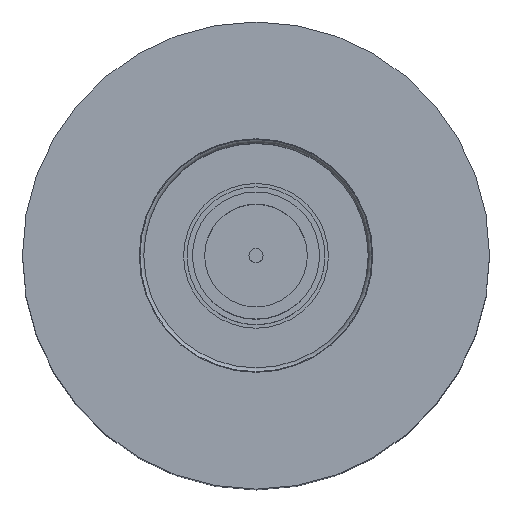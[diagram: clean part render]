
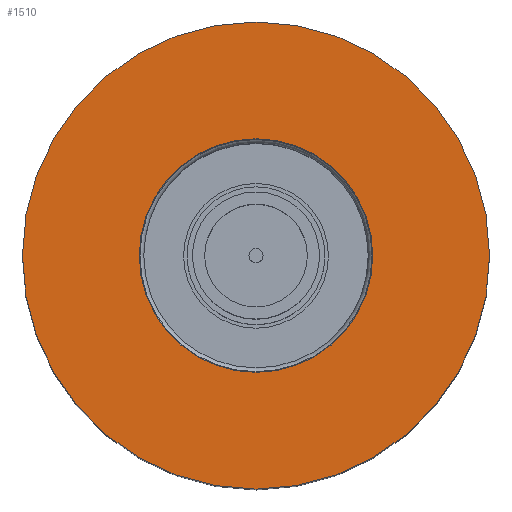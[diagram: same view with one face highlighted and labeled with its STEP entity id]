
A CAD part, top view. The second image highlights one B-rep face of the part: STEP entity #1510.
In plain terms, the highlighted planar face has unit normal (0, 0, 1).
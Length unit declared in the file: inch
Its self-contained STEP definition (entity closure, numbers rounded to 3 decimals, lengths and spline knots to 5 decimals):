
#40=PLANE($,#1705);
#277=FACE_BOUND($,#544,.T.);
#379=FACE_OUTER_BOUND($,#543,.T.);
#543=EDGE_LOOP($,(#1370));
#544=EDGE_LOOP($,(#1371));
#672=CIRCLE($,#1689,0.5);
#679=CIRCLE($,#1704,0.25);
#841=VERTEX_POINT($,#4400);
#848=VERTEX_POINT($,#4422);
#1026=EDGE_CURVE($,#841,#841,#672,.T.);
#1033=EDGE_CURVE($,#848,#848,#679,.T.);
#1370=ORIENTED_EDGE($,*,*,#1026,.F.);
#1371=ORIENTED_EDGE($,*,*,#1033,.T.);
#1510=ADVANCED_FACE($,(#379,#277),#40,.T.);
#1689=AXIS2_PLACEMENT_3D($,#4401,#2050,#2051);
#1704=AXIS2_PLACEMENT_3D($,#4423,#2080,#2081);
#1705=AXIS2_PLACEMENT_3D($,#4424,#2082,#2083);
#2050=DIRECTION('center_axis',(0.,0.,-1.));
#2051=DIRECTION('ref_axis',(-1.,0.,0.));
#2080=DIRECTION('center_axis',(0.,0.,-1.));
#2081=DIRECTION('ref_axis',(-1.,0.,0.));
#2082=DIRECTION('center_axis',(0.,0.,1.));
#2083=DIRECTION('ref_axis',(1.,0.,0.));
#4400=CARTESIAN_POINT('',(-0.5,0.,0.969));
#4401=CARTESIAN_POINT('Origin',(0.,0.,0.969));
#4422=CARTESIAN_POINT('',(-0.25,0.,0.969));
#4423=CARTESIAN_POINT('Origin',(0.,0.,0.969));
#4424=CARTESIAN_POINT('Origin',(0.,0.5,0.969));
